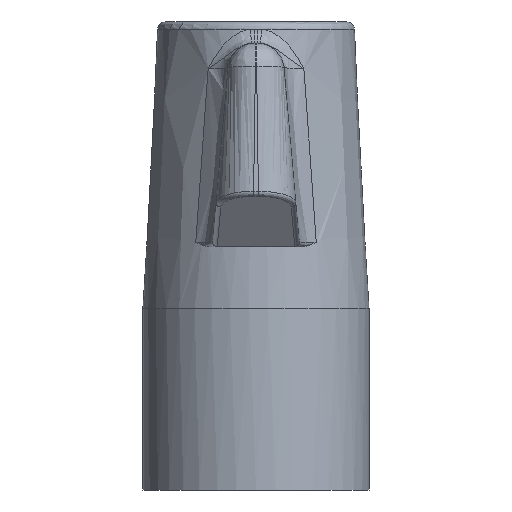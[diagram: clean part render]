
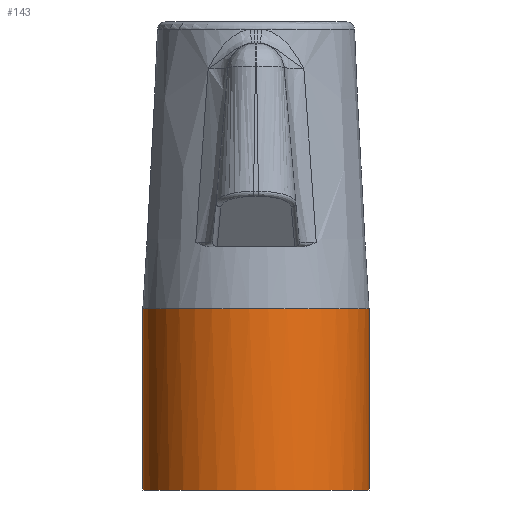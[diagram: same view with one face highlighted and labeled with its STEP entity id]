
A CAD part, left-side view. The second image highlights one B-rep face of the part: STEP entity #143.
In plain terms, the highlighted cylindrical face has radius 7.5 mm (diameter 15 mm), a full revolution.
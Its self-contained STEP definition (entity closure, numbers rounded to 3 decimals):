
#143 = ADVANCED_FACE( '', ( #329, #330 ), #331, .T. );
#329 = FACE_OUTER_BOUND( '', #4781, .T. );
#330 = FACE_OUTER_BOUND( '', #4782, .T. );
#331 = CYLINDRICAL_SURFACE( '', #4783, 7.5 );
#4781 = EDGE_LOOP( '', ( #8014 ) );
#4782 = EDGE_LOOP( '', ( #8015 ) );
#4783 = AXIS2_PLACEMENT_3D( '', #8016, #8017, #8018 );
#8014 = ORIENTED_EDGE( '', *, *, #8456, .T. );
#8015 = ORIENTED_EDGE( '', *, *, #8432, .F. );
#8016 = CARTESIAN_POINT( '', ( 0., 0., -12. ) );
#8017 = DIRECTION( '', ( 0., 0., -1. ) );
#8018 = DIRECTION( '', ( 1., 0., 0. ) );
#8432 = EDGE_CURVE( '', #8724, #8724, #8725, .T. );
#8456 = EDGE_CURVE( '', #8756, #8756, #8757, .T. );
#8724 = VERTEX_POINT( '', #9981 );
#8725 = CIRCLE( '', #9982, 7.5 );
#8756 = VERTEX_POINT( '', #10175 );
#8757 = CIRCLE( '', #10176, 7.5 );
#9981 = CARTESIAN_POINT( '', ( 7.5, 0., 0. ) );
#9982 = AXIS2_PLACEMENT_3D( '', #10737, #10738, #10739 );
#10175 = CARTESIAN_POINT( '', ( 7.5, 0., -12. ) );
#10176 = AXIS2_PLACEMENT_3D( '', #10772, #10773, #10774 );
#10737 = CARTESIAN_POINT( '', ( 0., 0., 0. ) );
#10738 = DIRECTION( '', ( 0., 0., 1. ) );
#10739 = DIRECTION( '', ( 1., 0., 0. ) );
#10772 = CARTESIAN_POINT( '', ( 0., 0., -12. ) );
#10773 = DIRECTION( '', ( 0., 0., 1. ) );
#10774 = DIRECTION( '', ( 1., 0., 0. ) );
